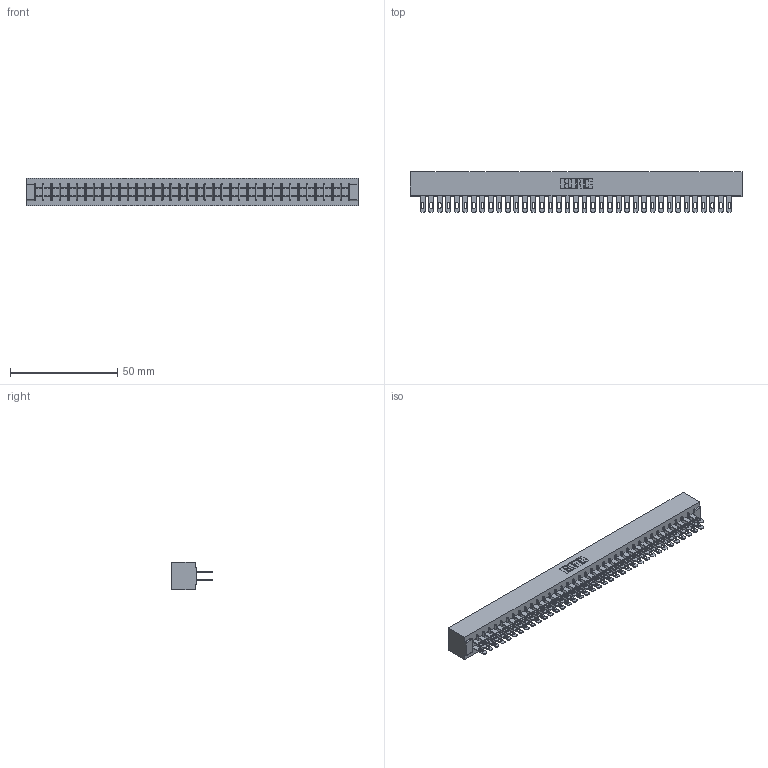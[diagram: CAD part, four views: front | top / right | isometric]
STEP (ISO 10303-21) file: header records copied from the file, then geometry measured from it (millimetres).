
FILE_DESCRIPTION (( 'STEP AP203' ), '1' );
FILE_NAME ('355-074-500-201.STEP', '2019-09-13T12:26:19', ( '' ), ( '' ), 'SwSTEP 2.0', 'SolidWorks 2016', '' );
FILE_SCHEMA (( 'CONFIG_CONTROL_DESIGN' ));
Length unit declared in the file: inch
Products named in the file (3): 305-290-001_500; 305 Part_No Mounting; 355-074-500-201
Assembly tree (75 placements, depth 2):
  355-074-500-201
    305 Part_No Mounting
    305-290-001_500  x74
Bounding box: 154.48 x 18.85 x 12.7 mm (x, y, z)
Volume: 16793.8 mm3; surface area: 23117.7 mm2
Topology: 75 solids, 75 shells, 3808 faces, 10911 edges, 7074 vertices
Faces by surface type: plane 2136, cylinder 1524, sphere 148
Entity records: 40414 total; most frequent: CARTESIAN_POINT 6685, ORIENTED_EDGE 6634, DIRECTION 6471, EDGE_CURVE 3317, LINE 2679, VECTOR 2679, VERTEX_POINT 2110, AXIS2_PLACEMENT_3D 1896
